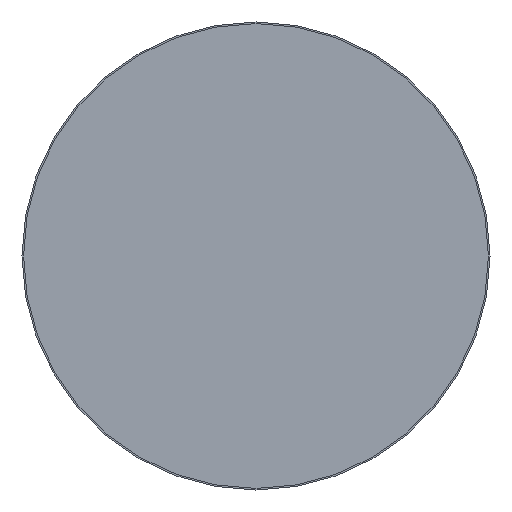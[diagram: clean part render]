
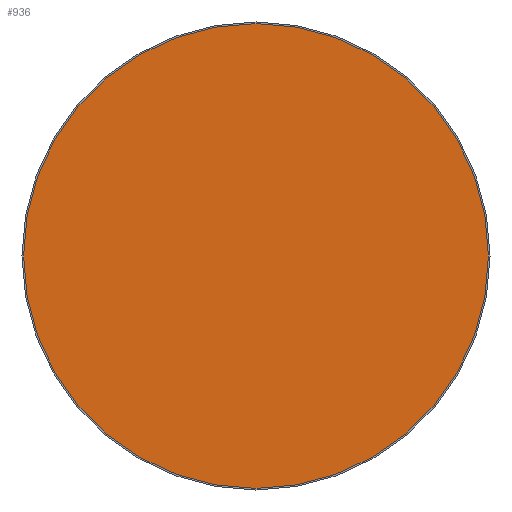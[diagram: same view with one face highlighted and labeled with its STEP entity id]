
A CAD part, front view. The second image highlights one B-rep face of the part: STEP entity #936.
In plain terms, the highlighted planar face has unit normal (0, -1, 0).
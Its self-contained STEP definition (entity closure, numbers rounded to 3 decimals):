
#51 = CARTESIAN_POINT ( 'NONE',  ( 29.8, 0., 0. ) ) ;
#67 = CARTESIAN_POINT ( 'NONE',  ( 0., 0., 0. ) ) ;
#78 = CIRCLE ( 'NONE', #1109, 29.8 ) ;
#109 = FACE_OUTER_BOUND ( 'NONE', #400, .T. ) ;
#202 = AXIS2_PLACEMENT_3D ( 'NONE', #1423, #1562, #1413 ) ;
#347 = EDGE_CURVE ( 'NONE', #1294, #1466, #359, .T. ) ;
#359 = CIRCLE ( 'NONE', #1561, 29.8 ) ;
#387 = PLANE ( 'NONE',  #202 ) ;
#400 = EDGE_LOOP ( 'NONE', ( #1621, #946 ) ) ;
#475 = DIRECTION ( 'NONE',  ( 1., 0., 0. ) ) ;
#511 = EDGE_CURVE ( 'NONE', #1466, #1294, #78, .T. ) ;
#624 = DIRECTION ( 'NONE',  ( 0., -1., 0. ) ) ;
#733 = CARTESIAN_POINT ( 'NONE',  ( 0., 0., 0. ) ) ;
#738 = DIRECTION ( 'NONE',  ( 1., 0., 0. ) ) ;
#936 = ADVANCED_FACE ( 'NONE', ( #109 ), #387, .F. ) ;
#946 = ORIENTED_EDGE ( 'NONE', *, *, #347, .T. ) ;
#1109 = AXIS2_PLACEMENT_3D ( 'NONE', #67, #624, #738 ) ;
#1270 = DIRECTION ( 'NONE',  ( 0., -1., 0. ) ) ;
#1294 = VERTEX_POINT ( 'NONE', #1339 ) ;
#1339 = CARTESIAN_POINT ( 'NONE',  ( -29.8, 0., 0. ) ) ;
#1413 = DIRECTION ( 'NONE',  ( -1., 0., 0. ) ) ;
#1423 = CARTESIAN_POINT ( 'NONE',  ( 0., 0., 0. ) ) ;
#1466 = VERTEX_POINT ( 'NONE', #51 ) ;
#1561 = AXIS2_PLACEMENT_3D ( 'NONE', #733, #1270, #475 ) ;
#1562 = DIRECTION ( 'NONE',  ( 0., 1., 0. ) ) ;
#1621 = ORIENTED_EDGE ( 'NONE', *, *, #511, .T. ) ;
